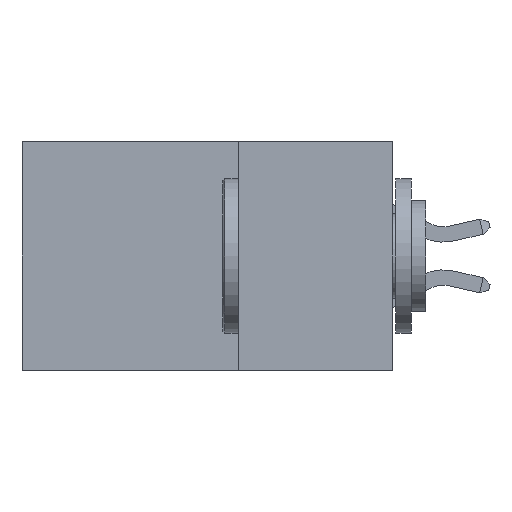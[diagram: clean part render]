
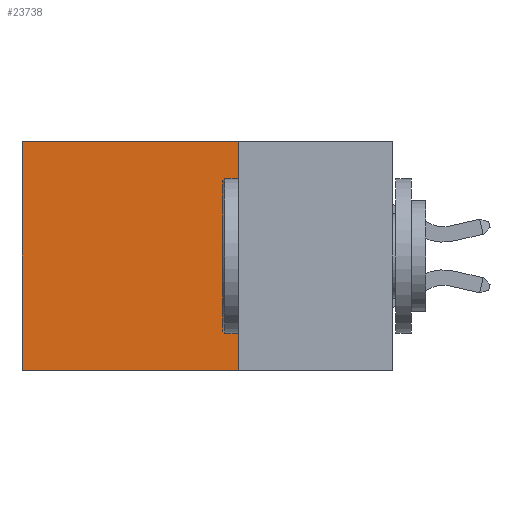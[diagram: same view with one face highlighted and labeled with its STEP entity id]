
A CAD part, left-side view. The second image highlights one B-rep face of the part: STEP entity #23738.
In plain terms, the highlighted planar face has unit normal (-1, 0, 0).
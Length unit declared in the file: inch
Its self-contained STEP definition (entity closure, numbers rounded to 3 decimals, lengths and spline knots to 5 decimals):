
#5420 = DIRECTION ( 'NONE',  ( 0., 0., -1. ) ) ;
#5648 = LINE ( 'NONE', #5862, #17864 ) ;
#5862 = CARTESIAN_POINT ( 'NONE',  ( 0.2875, 0.25, 0. ) ) ;
#6142 = PLANE ( 'NONE',  #22009 ) ;
#6348 = VECTOR ( 'NONE', #5420, 39.37008 ) ;
#6597 = VECTOR ( 'NONE', #14249, 39.37008 ) ;
#7261 = ORIENTED_EDGE ( 'NONE', *, *, #18893, .F. ) ;
#7641 = VECTOR ( 'NONE', #23255, 39.37008 ) ;
#8417 = CARTESIAN_POINT ( 'NONE',  ( 0.2875, 0.25, 0. ) ) ;
#8433 = LINE ( 'NONE', #8417, #7641 ) ;
#8677 = CARTESIAN_POINT ( 'NONE',  ( 0.2875, 0.25, 0. ) ) ;
#8900 = CARTESIAN_POINT ( 'NONE',  ( 0.2875, 0.25, 0. ) ) ;
#10199 = ORIENTED_EDGE ( 'NONE', *, *, #21599, .T. ) ;
#11190 = DIRECTION ( 'NONE',  ( 0., 0., -1. ) ) ;
#13244 = LINE ( 'NONE', #27109, #6597 ) ;
#13755 = ORIENTED_EDGE ( 'NONE', *, *, #30001, .T. ) ;
#14249 = DIRECTION ( 'NONE',  ( 0., 1., 0. ) ) ;
#16142 = VERTEX_POINT ( 'NONE', #18250 ) ;
#16762 = ORIENTED_EDGE ( 'NONE', *, *, #28920, .F. ) ;
#17764 = LINE ( 'NONE', #20298, #6348 ) ;
#17864 = VECTOR ( 'NONE', #18632, 39.37008 ) ;
#18115 = CARTESIAN_POINT ( 'NONE',  ( 0.2875, 0.6, 0. ) ) ;
#18250 = CARTESIAN_POINT ( 'NONE',  ( 0.2875, 0.6, -0.37 ) ) ;
#18454 = DIRECTION ( 'NONE',  ( 1., 0., 0. ) ) ;
#18632 = DIRECTION ( 'NONE',  ( 0., 0., -1. ) ) ;
#18893 = EDGE_CURVE ( 'NONE', #22540, #16142, #13244, .T. ) ;
#19106 = EDGE_LOOP ( 'NONE', ( #13755, #7261, #16762, #10199 ) ) ;
#20112 = VERTEX_POINT ( 'NONE', #8900 ) ;
#20298 = CARTESIAN_POINT ( 'NONE',  ( 0.2875, 0.6, 0. ) ) ;
#21048 = VERTEX_POINT ( 'NONE', #18115 ) ;
#21599 = EDGE_CURVE ( 'NONE', #20112, #21048, #8433, .T. ) ;
#22009 = AXIS2_PLACEMENT_3D ( 'NONE', #8677, #18454, #11190 ) ;
#22540 = VERTEX_POINT ( 'NONE', #29458 ) ;
#23255 = DIRECTION ( 'NONE',  ( 0., 1., 0. ) ) ;
#23738 = ADVANCED_FACE ( 'NONE', ( #32265 ), #6142, .F. ) ;
#27109 = CARTESIAN_POINT ( 'NONE',  ( 0.2875, 0.25, -0.37 ) ) ;
#28920 = EDGE_CURVE ( 'NONE', #20112, #22540, #5648, .T. ) ;
#29458 = CARTESIAN_POINT ( 'NONE',  ( 0.2875, 0.25, -0.37 ) ) ;
#30001 = EDGE_CURVE ( 'NONE', #21048, #16142, #17764, .T. ) ;
#32265 = FACE_OUTER_BOUND ( 'NONE', #19106, .T. ) ;
